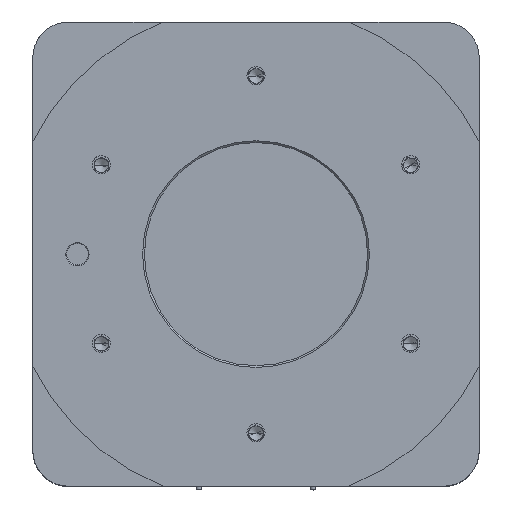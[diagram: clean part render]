
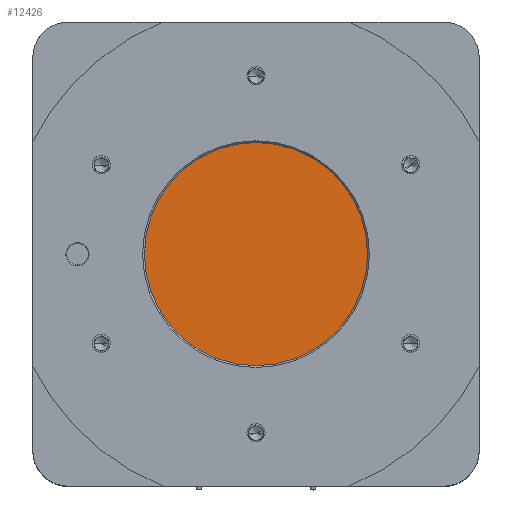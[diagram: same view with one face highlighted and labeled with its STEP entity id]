
A CAD part, top view. The second image highlights one B-rep face of the part: STEP entity #12426.
In plain terms, the highlighted planar face has unit normal (0, 0, 1).
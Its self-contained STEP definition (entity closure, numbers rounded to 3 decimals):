
#1343 = EDGE_CURVE ( 'NONE', #9685, #7627, #24886, .T. ) ;
#2980 = CARTESIAN_POINT ( 'NONE',  ( 0., 0., -4.5 ) ) ;
#5311 = DIRECTION ( 'NONE',  ( 0., 0., 1. ) ) ;
#6081 = AXIS2_PLACEMENT_3D ( 'NONE', #25194, #5311, #30464 ) ;
#7076 = ORIENTED_EDGE ( 'NONE', *, *, #1343, .T. ) ;
#7627 = VERTEX_POINT ( 'NONE', #24861 ) ;
#8348 = PLANE ( 'NONE',  #6081 ) ;
#9685 = VERTEX_POINT ( 'NONE', #14729 ) ;
#11028 = CIRCLE ( 'NONE', #18452, 62.5 ) ;
#12426 = ADVANCED_FACE ( 'NONE', ( #16295 ), #8348, .T. ) ;
#13790 = EDGE_CURVE ( 'NONE', #7627, #9685, #11028, .T. ) ;
#13940 = ORIENTED_EDGE ( 'NONE', *, *, #13790, .T. ) ;
#14729 = CARTESIAN_POINT ( 'NONE',  ( 62.5, 0., -4.5 ) ) ;
#16295 = FACE_OUTER_BOUND ( 'NONE', #19561, .T. ) ;
#16953 = DIRECTION ( 'NONE',  ( 1., 0., 0. ) ) ;
#17001 = AXIS2_PLACEMENT_3D ( 'NONE', #32320, #26572, #32078 ) ;
#18452 = AXIS2_PLACEMENT_3D ( 'NONE', #2980, #19712, #16953 ) ;
#19561 = EDGE_LOOP ( 'NONE', ( #7076, #13940 ) ) ;
#19712 = DIRECTION ( 'NONE',  ( 0., 0., 1. ) ) ;
#24861 = CARTESIAN_POINT ( 'NONE',  ( -62.5, 0., -4.5 ) ) ;
#24886 = CIRCLE ( 'NONE', #17001, 62.5 ) ;
#25194 = CARTESIAN_POINT ( 'NONE',  ( 0., 0., -4.5 ) ) ;
#26572 = DIRECTION ( 'NONE',  ( 0., 0., 1. ) ) ;
#30464 = DIRECTION ( 'NONE',  ( 1., 0., 0. ) ) ;
#32078 = DIRECTION ( 'NONE',  ( 1., 0., 0. ) ) ;
#32320 = CARTESIAN_POINT ( 'NONE',  ( 0., 0., -4.5 ) ) ;
